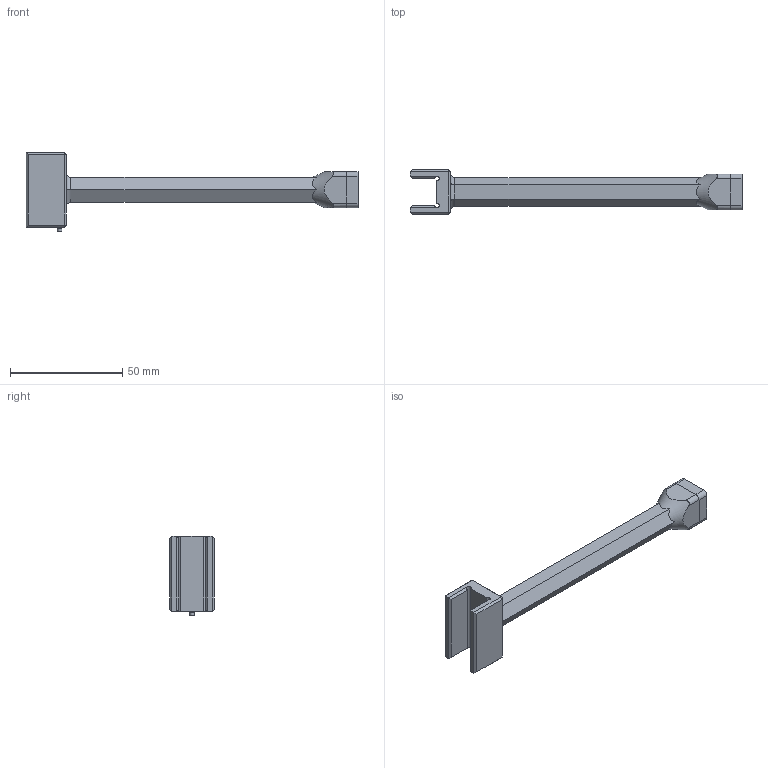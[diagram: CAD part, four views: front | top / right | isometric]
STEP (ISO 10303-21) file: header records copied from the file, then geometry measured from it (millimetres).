
FILE_DESCRIPTION(('FreeCAD Model'),'2;1');
FILE_NAME('Open CASCADE Shape Model','2024-06-11T14:00:31',('Author'),( ''),'Open CASCADE STEP processor 7.6','FreeCAD','Unknown');
FILE_SCHEMA(('AUTOMOTIVE_DESIGN { 1 0 10303 214 1 1 1 1 }'));
Length unit declared in the file: millimetre
Products named in the file (1): Body
Bounding box: 148 x 20 x 35.33 mm (x, y, z)
Volume: 22533.4 mm3; surface area: 9515.6 mm2
Topology: 1 solids, 1 shells, 72 faces, 165 edges, 98 vertices
Faces by surface type: plane 51, cylinder 19, torus 1, revolution 1
Full cylindrical faces by diameter (mm): 2 x1
Entity records: 2460 total; most frequent: CARTESIAN_POINT 829, ORIENTED_EDGE 330, DIRECTION 328, EDGE_CURVE 165, LINE 119, VECTOR 119, AXIS2_PLACEMENT_3D 104, VERTEX_POINT 98
